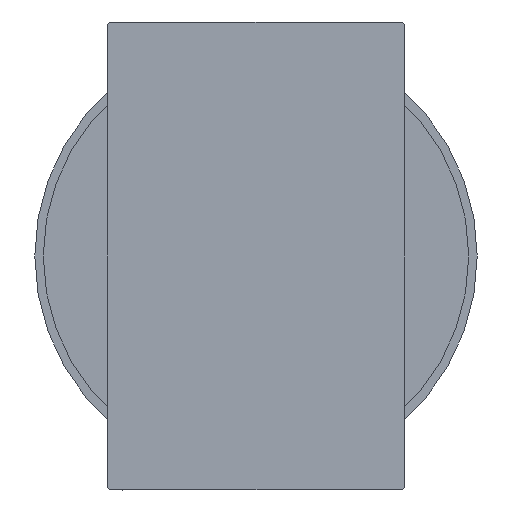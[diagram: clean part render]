
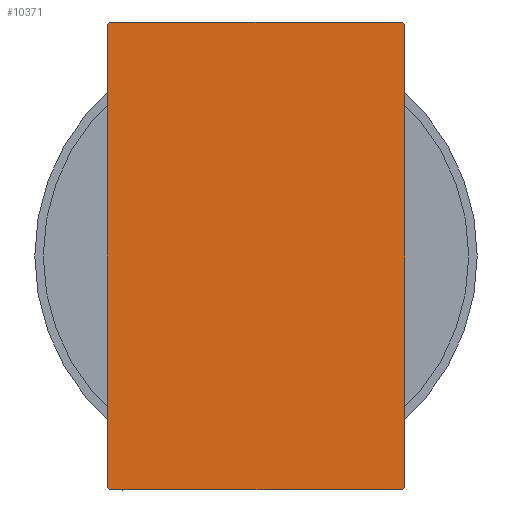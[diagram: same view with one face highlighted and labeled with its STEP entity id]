
A CAD part, left-side view. The second image highlights one B-rep face of the part: STEP entity #10371.
In plain terms, the highlighted face is planar.
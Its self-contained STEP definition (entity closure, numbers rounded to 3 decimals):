
#193 = CARTESIAN_POINT ( 'NONE',  ( 56., 17.5, 27.2 ) ) ;
#2040 = LINE ( 'NONE', #5490, #17270 ) ;
#2555 = DIRECTION ( 'NONE',  ( 0., 0.707, -0.707 ) ) ;
#2710 = ORIENTED_EDGE ( 'NONE', *, *, #14607, .T. ) ;
#2722 = DIRECTION ( 'NONE',  ( 0., -0.707, -0.707 ) ) ;
#3938 = VECTOR ( 'NONE', #2555, 1000. ) ;
#5490 = CARTESIAN_POINT ( 'NONE',  ( 56., 17.5, 27.5 ) ) ;
#5958 = CARTESIAN_POINT ( 'NONE',  ( 56., -22.35, 22.35 ) ) ;
#7247 = CARTESIAN_POINT ( 'NONE',  ( 56., 17.2, 27.5 ) ) ;
#7528 = EDGE_CURVE ( 'NONE', #20463, #31549, #35259, .T. ) ;
#7739 = VERTEX_POINT ( 'NONE', #12066 ) ;
#8794 = DIRECTION ( 'NONE',  ( 0., 0., 1. ) ) ;
#8889 = EDGE_CURVE ( 'NONE', #7739, #20463, #18732, .T. ) ;
#9843 = ORIENTED_EDGE ( 'NONE', *, *, #27973, .T. ) ;
#10371 = ADVANCED_FACE ( 'NONE', ( #17793 ), #17579, .T. ) ;
#12066 = CARTESIAN_POINT ( 'NONE',  ( 56., -17.5, 27.2 ) ) ;
#12069 = VERTEX_POINT ( 'NONE', #28142 ) ;
#12207 = DIRECTION ( 'NONE',  ( 0., -1., 0. ) ) ;
#12300 = EDGE_CURVE ( 'NONE', #33128, #36714, #40276, .T. ) ;
#13013 = DIRECTION ( 'NONE',  ( 0., 0.707, 0.707 ) ) ;
#14172 = ORIENTED_EDGE ( 'NONE', *, *, #8889, .T. ) ;
#14607 = EDGE_CURVE ( 'NONE', #34317, #33128, #24617, .T. ) ;
#14869 = EDGE_CURVE ( 'NONE', #36714, #12069, #2040, .T. ) ;
#15043 = CARTESIAN_POINT ( 'NONE',  ( 56., -17.2, -27.5 ) ) ;
#15395 = EDGE_CURVE ( 'NONE', #38353, #34317, #42712, .T. ) ;
#15725 = ORIENTED_EDGE ( 'NONE', *, *, #15395, .T. ) ;
#15813 = CARTESIAN_POINT ( 'NONE',  ( 56., -17.5, -27.2 ) ) ;
#17270 = VECTOR ( 'NONE', #12207, 1000. ) ;
#17503 = CARTESIAN_POINT ( 'NONE',  ( 56., 22.35, 22.35 ) ) ;
#17579 = PLANE ( 'NONE',  #34418 ) ;
#17793 = FACE_OUTER_BOUND ( 'NONE', #34048, .T. ) ;
#18323 = ORIENTED_EDGE ( 'NONE', *, *, #14869, .T. ) ;
#18732 = LINE ( 'NONE', #18947, #25377 ) ;
#18947 = CARTESIAN_POINT ( 'NONE',  ( 56., -17.5, 27.5 ) ) ;
#18978 = CARTESIAN_POINT ( 'NONE',  ( 56., 17.5, -27.5 ) ) ;
#20463 = VERTEX_POINT ( 'NONE', #15813 ) ;
#20535 = DIRECTION ( 'NONE',  ( 0., -0.707, 0.707 ) ) ;
#20810 = VECTOR ( 'NONE', #2722, 1000. ) ;
#22741 = VECTOR ( 'NONE', #8794, 1000. ) ;
#24093 = LINE ( 'NONE', #36462, #26378 ) ;
#24617 = LINE ( 'NONE', #18978, #22741 ) ;
#25377 = VECTOR ( 'NONE', #42148, 1000. ) ;
#26041 = ORIENTED_EDGE ( 'NONE', *, *, #12300, .T. ) ;
#26378 = VECTOR ( 'NONE', #37317, 1000. ) ;
#27973 = EDGE_CURVE ( 'NONE', #12069, #7739, #42807, .T. ) ;
#28142 = CARTESIAN_POINT ( 'NONE',  ( 56., -17.2, 27.5 ) ) ;
#28754 = CARTESIAN_POINT ( 'NONE',  ( 56., -22.35, -22.35 ) ) ;
#29864 = CARTESIAN_POINT ( 'NONE',  ( 56., 17.5, -27.2 ) ) ;
#30016 = EDGE_CURVE ( 'NONE', #31549, #38353, #24093, .T. ) ;
#30788 = DIRECTION ( 'NONE',  ( 1., 0., 0. ) ) ;
#31375 = CARTESIAN_POINT ( 'NONE',  ( 56., 17.2, -27.5 ) ) ;
#31549 = VERTEX_POINT ( 'NONE', #15043 ) ;
#31775 = VECTOR ( 'NONE', #13013, 1000. ) ;
#33128 = VERTEX_POINT ( 'NONE', #193 ) ;
#34048 = EDGE_LOOP ( 'NONE', ( #37285, #15725, #2710, #26041, #18323, #9843, #14172, #37577 ) ) ;
#34317 = VERTEX_POINT ( 'NONE', #29864 ) ;
#34418 = AXIS2_PLACEMENT_3D ( 'NONE', #40992, #30788, #37507 ) ;
#34480 = VECTOR ( 'NONE', #20535, 1000. ) ;
#35259 = LINE ( 'NONE', #28754, #3938 ) ;
#36462 = CARTESIAN_POINT ( 'NONE',  ( 56., -17.5, -27.5 ) ) ;
#36714 = VERTEX_POINT ( 'NONE', #7247 ) ;
#37285 = ORIENTED_EDGE ( 'NONE', *, *, #30016, .T. ) ;
#37317 = DIRECTION ( 'NONE',  ( 0., 1., 0. ) ) ;
#37507 = DIRECTION ( 'NONE',  ( 0., 0., -1. ) ) ;
#37577 = ORIENTED_EDGE ( 'NONE', *, *, #7528, .T. ) ;
#38353 = VERTEX_POINT ( 'NONE', #31375 ) ;
#39445 = CARTESIAN_POINT ( 'NONE',  ( 56., 22.35, -22.35 ) ) ;
#40276 = LINE ( 'NONE', #17503, #34480 ) ;
#40992 = CARTESIAN_POINT ( 'NONE',  ( 56., 0., 0. ) ) ;
#42148 = DIRECTION ( 'NONE',  ( 0., 0., -1. ) ) ;
#42712 = LINE ( 'NONE', #39445, #31775 ) ;
#42807 = LINE ( 'NONE', #5958, #20810 ) ;
